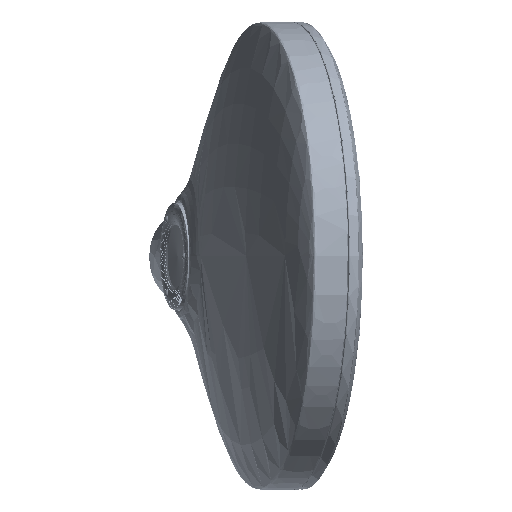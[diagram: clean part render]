
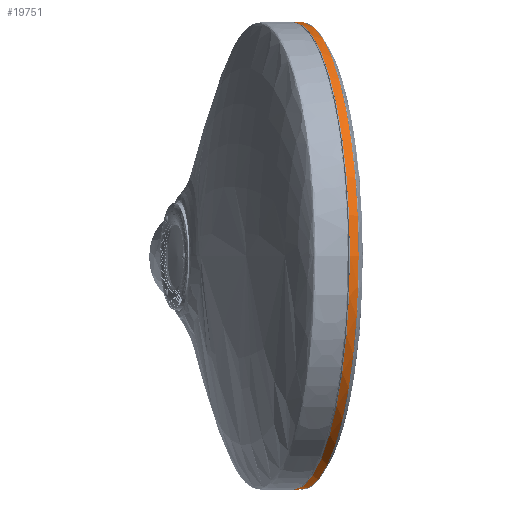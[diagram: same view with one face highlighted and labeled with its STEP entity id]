
A CAD part, top view. The second image highlights one B-rep face of the part: STEP entity #19751.
In plain terms, the highlighted conical face has half-angle 2 degrees and reference radius 75 mm.
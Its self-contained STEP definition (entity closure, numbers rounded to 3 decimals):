
#47=CONICAL_SURFACE('',#22108,75.,0.035);
#1484=CIRCLE('',#22109,74.991);
#5395=ORIENTED_EDGE('',*,*,#8528,.T.);
#5396=ORIENTED_EDGE('',*,*,#8529,.T.);
#5397=ORIENTED_EDGE('',*,*,#8530,.T.);
#8528=EDGE_CURVE('',#11237,#11238,#13540,.T.);
#8529=EDGE_CURVE('',#11238,#11237,#13541,.T.);
#8530=EDGE_CURVE('',#11239,#11239,#1484,.T.);
#11237=VERTEX_POINT('',#79051);
#11238=VERTEX_POINT('',#79052);
#11239=VERTEX_POINT('',#79085);
#13540=B_SPLINE_CURVE_WITH_KNOTS('',3,(#79020,#79021,#79022,#79023,#79024,
#79025,#79026,#79027,#79028,#79029,#79030,#79031,#79032,#79033,#79034,#79035,
#79036,#79037,#79038,#79039,#79040,#79041,#79042,#79043,#79044,#79045,#79046,
#79047,#79048,#79049,#79050),.UNSPECIFIED.,.F.,.F.,(4,1,1,1,1,1,1,1,1,1,
1,1,1,1,1,1,1,1,1,1,1,1,1,1,1,1,1,1,4),(0.,0.015,0.022,
0.03,0.037,0.044,0.052,
0.059,0.067,0.074,0.082,
0.089,0.104,0.111,0.119,
0.126,0.133,0.141,0.148,
0.156,0.163,0.17,0.178,
0.185,0.193,0.207,0.215,
0.222,0.237),.UNSPECIFIED.);
#13541=B_SPLINE_CURVE_WITH_KNOTS('',3,(#79053,#79054,#79055,#79056,#79057,
#79058,#79059,#79060,#79061,#79062,#79063,#79064,#79065,#79066,#79067,#79068,
#79069,#79070,#79071,#79072,#79073,#79074,#79075,#79076,#79077,#79078,#79079,
#79080,#79081,#79082,#79083),.UNSPECIFIED.,.F.,.F.,(4,1,1,1,1,1,1,1,1,1,
1,1,1,1,1,1,1,1,1,1,1,1,1,1,1,1,1,1,4),(0.,0.015,0.022,
0.03,0.037,0.044,0.052,
0.059,0.067,0.074,0.082,
0.089,0.104,0.111,0.119,
0.126,0.133,0.141,0.148,
0.156,0.163,0.17,0.178,
0.185,0.193,0.207,0.215,
0.222,0.237),.UNSPECIFIED.);
#15857=EDGE_LOOP('',(#5395,#5396));
#15858=EDGE_LOOP('',(#5397));
#18303=FACE_BOUND('',#15857,.T.);
#18304=FACE_BOUND('',#15858,.T.);
#19751=ADVANCED_FACE('',(#18303,#18304),#47,.T.);
#22108=AXIS2_PLACEMENT_3D('',#79019,#23778,#23779);
#22109=AXIS2_PLACEMENT_3D('',#79084,#23780,#23781);
#23778=DIRECTION('',(-0.97,0.,0.242));
#23779=DIRECTION('',(-0.242,0.,-0.97));
#23780=DIRECTION('',(0.97,0.,-0.242));
#23781=DIRECTION('',(0.242,0.,0.97));
#79019=CARTESIAN_POINT('',(33.195,0.,189.078));
#79020=CARTESIAN_POINT('',(54.357,0.,260.985));
#79021=CARTESIAN_POINT('',(54.356,4.947,260.985));
#79022=CARTESIAN_POINT('',(54.174,12.366,260.264));
#79023=CARTESIAN_POINT('',(53.595,21.823,257.953));
#79024=CARTESIAN_POINT('',(52.996,28.725,255.557));
#79025=CARTESIAN_POINT('',(52.224,35.445,252.467));
#79026=CARTESIAN_POINT('',(51.309,41.728,248.801));
#79027=CARTESIAN_POINT('',(50.253,47.599,244.574));
#79028=CARTESIAN_POINT('',(49.049,53.084,239.749));
#79029=CARTESIAN_POINT('',(47.723,58.035,234.435));
#79030=CARTESIAN_POINT('',(46.3,62.385,228.734));
#79031=CARTESIAN_POINT('',(44.776,66.161,222.624));
#79032=CARTESIAN_POINT('',(42.607,70.39,213.926));
#79033=CARTESIAN_POINT('',(40.355,73.205,204.898));
#79034=CARTESIAN_POINT('',(37.988,74.658,195.403));
#79035=CARTESIAN_POINT('',(36.208,75.01,188.265));
#79036=CARTESIAN_POINT('',(34.442,74.648,181.181));
#79037=CARTESIAN_POINT('',(32.681,73.571,174.12));
#79038=CARTESIAN_POINT('',(30.939,71.762,167.131));
#79039=CARTESIAN_POINT('',(29.274,69.29,160.45));
#79040=CARTESIAN_POINT('',(27.674,66.164,154.028));
#79041=CARTESIAN_POINT('',(26.133,62.343,147.844));
#79042=CARTESIAN_POINT('',(24.707,57.959,142.121));
#79043=CARTESIAN_POINT('',(23.398,53.049,136.865));
#79044=CARTESIAN_POINT('',(22.201,47.587,132.058));
#79045=CARTESIAN_POINT('',(20.78,39.645,126.352));
#79046=CARTESIAN_POINT('',(19.673,31.069,121.901));
#79047=CARTESIAN_POINT('',(18.867,21.733,118.657));
#79048=CARTESIAN_POINT('',(18.296,12.245,116.36));
#79049=CARTESIAN_POINT('',(18.122,4.947,115.653));
#79050=CARTESIAN_POINT('',(18.123,0.,115.653));
#79051=CARTESIAN_POINT('',(54.357,0.,260.985));
#79052=CARTESIAN_POINT('',(18.123,0.,115.653));
#79053=CARTESIAN_POINT('',(18.123,0.,115.653));
#79054=CARTESIAN_POINT('',(18.122,-4.947,115.653));
#79055=CARTESIAN_POINT('',(18.3,-12.366,116.376));
#79056=CARTESIAN_POINT('',(18.874,-21.823,118.688));
#79057=CARTESIAN_POINT('',(19.47,-28.725,121.084));
#79058=CARTESIAN_POINT('',(20.239,-35.446,124.175));
#79059=CARTESIAN_POINT('',(21.152,-41.728,127.842));
#79060=CARTESIAN_POINT('',(22.204,-47.599,132.07));
#79061=CARTESIAN_POINT('',(23.406,-53.084,136.896));
#79062=CARTESIAN_POINT('',(24.73,-58.035,142.21));
#79063=CARTESIAN_POINT('',(26.15,-62.385,147.912));
#79064=CARTESIAN_POINT('',(27.672,-66.161,154.021));
#79065=CARTESIAN_POINT('',(29.84,-70.39,162.721));
#79066=CARTESIAN_POINT('',(32.09,-73.205,171.749));
#79067=CARTESIAN_POINT('',(34.457,-74.658,181.243));
#79068=CARTESIAN_POINT('',(36.237,-75.01,188.381));
#79069=CARTESIAN_POINT('',(38.003,-74.648,195.466));
#79070=CARTESIAN_POINT('',(39.764,-73.571,202.527));
#79071=CARTESIAN_POINT('',(41.507,-71.762,209.515));
#79072=CARTESIAN_POINT('',(43.173,-69.29,216.196));
#79073=CARTESIAN_POINT('',(44.775,-66.164,222.617));
#79074=CARTESIAN_POINT('',(46.317,-62.343,228.801));
#79075=CARTESIAN_POINT('',(47.745,-57.959,234.524));
#79076=CARTESIAN_POINT('',(49.056,-53.049,239.779));
#79077=CARTESIAN_POINT('',(50.256,-47.588,244.586));
#79078=CARTESIAN_POINT('',(51.681,-39.645,250.291));
#79079=CARTESIAN_POINT('',(52.792,-31.07,254.74));
#79080=CARTESIAN_POINT('',(53.603,-21.734,257.983));
#79081=CARTESIAN_POINT('',(54.178,-12.245,260.279));
#79082=CARTESIAN_POINT('',(54.356,-4.947,260.985));
#79083=CARTESIAN_POINT('',(54.357,0.,260.985));
#79084=CARTESIAN_POINT('',(33.438,0.,189.018));
#79085=CARTESIAN_POINT('',(51.58,0.,261.781));
